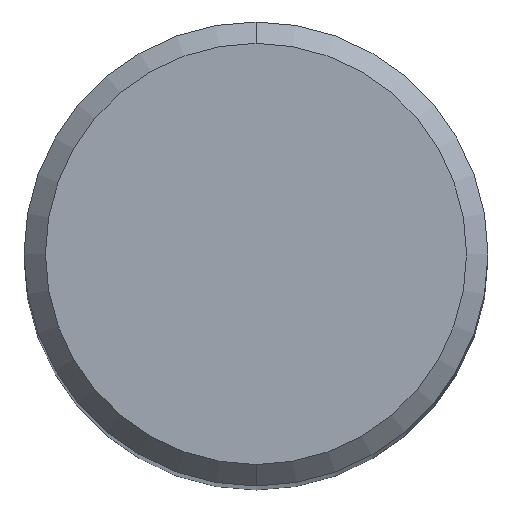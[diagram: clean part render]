
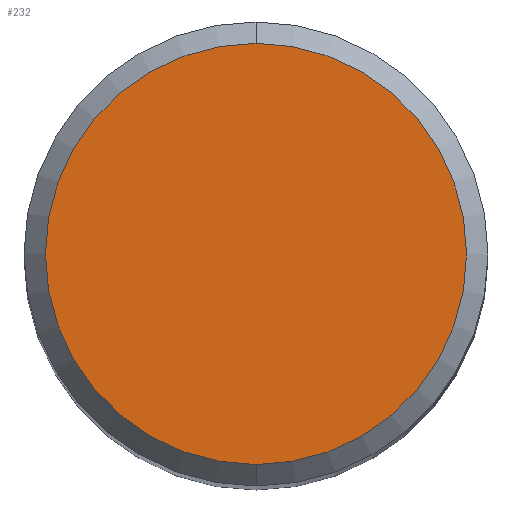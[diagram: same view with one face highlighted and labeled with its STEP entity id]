
A CAD part, top view. The second image highlights one B-rep face of the part: STEP entity #232.
In plain terms, the highlighted planar face has unit normal (0, 0, 1).
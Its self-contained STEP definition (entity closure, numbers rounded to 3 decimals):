
#180=EDGE_CURVE('',#250,#304,#483,.T.);
#232=ADVANCED_FACE('',(#539),#540,.T.);
#250=VERTEX_POINT('',#559);
#304=VERTEX_POINT('',#617);
#376=EDGE_CURVE('',#304,#250,#697,.T.);
#483=CIRCLE('',#834,5.9);
#539=FACE_OUTER_BOUND('',#998,.T.);
#540=PLANE('',#999);
#559=CARTESIAN_POINT('',(0.0,5.9,0.0));
#617=CARTESIAN_POINT('',(0.,-5.9,0.0));
#697=CIRCLE('',#1376,5.9);
#834=AXIS2_PLACEMENT_3D('',#1500,#1501,#1502);
#998=EDGE_LOOP('',(#1550,#1551));
#999=AXIS2_PLACEMENT_3D('',#1552,#1553,#1554);
#1376=AXIS2_PLACEMENT_3D('',#1730,#1731,#1732);
#1500=CARTESIAN_POINT('',(0.0,0.0,0.0));
#1501=DIRECTION('',(0.0,0.0,-1.0));
#1502=DIRECTION('',(0.0,1.0,0.0));
#1550=ORIENTED_EDGE('',*,*,#180,.F.);
#1551=ORIENTED_EDGE('',*,*,#376,.F.);
#1552=CARTESIAN_POINT('',(0.0,2.95,0.0));
#1553=DIRECTION('',(-0.0,0.0,1.0));
#1554=DIRECTION('',(0.0,-1.0,0.0));
#1730=CARTESIAN_POINT('',(0.0,0.0,0.0));
#1731=DIRECTION('',(0.0,0.0,-1.0));
#1732=DIRECTION('',(0.0,1.0,0.0));
